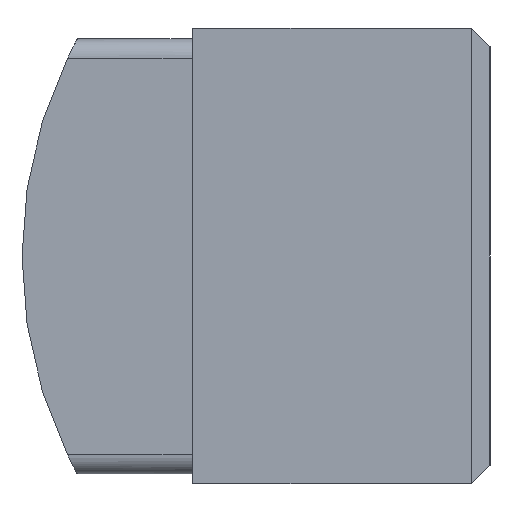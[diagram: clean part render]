
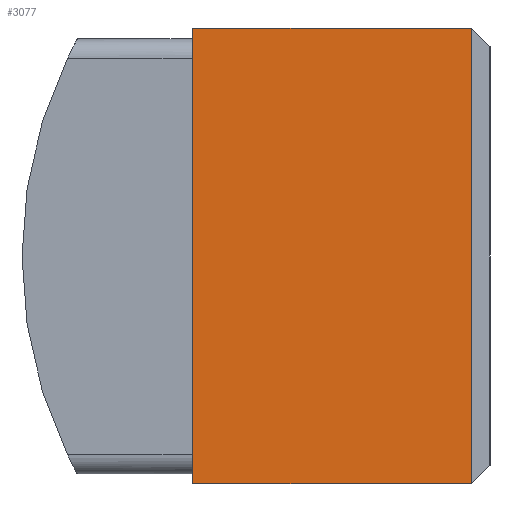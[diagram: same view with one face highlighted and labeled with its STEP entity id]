
A CAD part, left-side view. The second image highlights one B-rep face of the part: STEP entity #3077.
In plain terms, the highlighted planar face has unit normal (-1, 0, 0).
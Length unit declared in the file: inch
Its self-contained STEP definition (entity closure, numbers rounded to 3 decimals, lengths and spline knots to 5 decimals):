
#73 = EDGE_LOOP ( 'NONE', ( #5568, #4003, #5468, #1498 ) ) ;
#247 = LINE ( 'NONE', #3764, #3609 ) ;
#536 = DIRECTION ( 'NONE',  ( 0., 0., 1. ) ) ;
#788 = CARTESIAN_POINT ( 'NONE',  ( -2.953, 0.371, 1.4765 ) ) ;
#837 = DIRECTION ( 'NONE',  ( 0., 1., 0. ) ) ;
#872 = CARTESIAN_POINT ( 'NONE',  ( -2.953, 2.18, -1.4765 ) ) ;
#897 = CARTESIAN_POINT ( 'NONE',  ( -2.953, 2.18, 1.4765 ) ) ;
#964 = LINE ( 'NONE', #4152, #5794 ) ;
#1082 = EDGE_CURVE ( 'NONE', #5152, #4110, #4058, .T. ) ;
#1236 = CARTESIAN_POINT ( 'NONE',  ( -2.953, 2.18, -1.4765 ) ) ;
#1498 = ORIENTED_EDGE ( 'NONE', *, *, #5161, .F. ) ;
#1643 = EDGE_CURVE ( 'NONE', #2144, #5898, #964, .T. ) ;
#1847 = LINE ( 'NONE', #872, #3728 ) ;
#2144 = VERTEX_POINT ( 'NONE', #4547 ) ;
#2352 = VECTOR ( 'NONE', #837, 39.37008 ) ;
#2365 = AXIS2_PLACEMENT_3D ( 'NONE', #5522, #3337, #536 ) ;
#2412 = FACE_OUTER_BOUND ( 'NONE', #73, .T. ) ;
#2667 = DIRECTION ( 'NONE',  ( 0., 0., 1. ) ) ;
#3077 = ADVANCED_FACE ( 'NONE', ( #2412 ), #3781, .T. ) ;
#3277 = DIRECTION ( 'NONE',  ( 0., 1., 0. ) ) ;
#3337 = DIRECTION ( 'NONE',  ( -1., 0., 0. ) ) ;
#3609 = VECTOR ( 'NONE', #4279, 39.37008 ) ;
#3728 = VECTOR ( 'NONE', #2667, 39.37008 ) ;
#3764 = CARTESIAN_POINT ( 'NONE',  ( -2.953, 0.371, -1.4765 ) ) ;
#3781 = PLANE ( 'NONE',  #2365 ) ;
#3931 = EDGE_CURVE ( 'NONE', #2144, #5152, #247, .T. ) ;
#4003 = ORIENTED_EDGE ( 'NONE', *, *, #3931, .T. ) ;
#4058 = LINE ( 'NONE', #4090, #2352 ) ;
#4090 = CARTESIAN_POINT ( 'NONE',  ( -2.953, 0.25, 1.4765 ) ) ;
#4110 = VERTEX_POINT ( 'NONE', #897 ) ;
#4152 = CARTESIAN_POINT ( 'NONE',  ( -2.953, 0.25, -1.4765 ) ) ;
#4279 = DIRECTION ( 'NONE',  ( 0., 0., 1. ) ) ;
#4547 = CARTESIAN_POINT ( 'NONE',  ( -2.953, 0.371, -1.4765 ) ) ;
#5152 = VERTEX_POINT ( 'NONE', #788 ) ;
#5161 = EDGE_CURVE ( 'NONE', #5898, #4110, #1847, .T. ) ;
#5468 = ORIENTED_EDGE ( 'NONE', *, *, #1082, .T. ) ;
#5522 = CARTESIAN_POINT ( 'NONE',  ( -2.953, 0.25, -1.4765 ) ) ;
#5568 = ORIENTED_EDGE ( 'NONE', *, *, #1643, .F. ) ;
#5794 = VECTOR ( 'NONE', #3277, 39.37008 ) ;
#5898 = VERTEX_POINT ( 'NONE', #1236 ) ;
